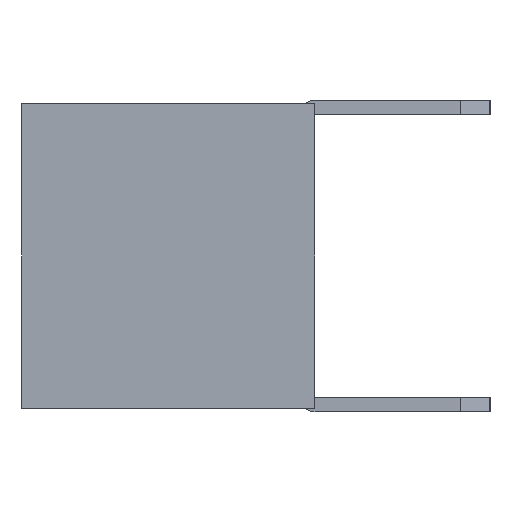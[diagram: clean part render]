
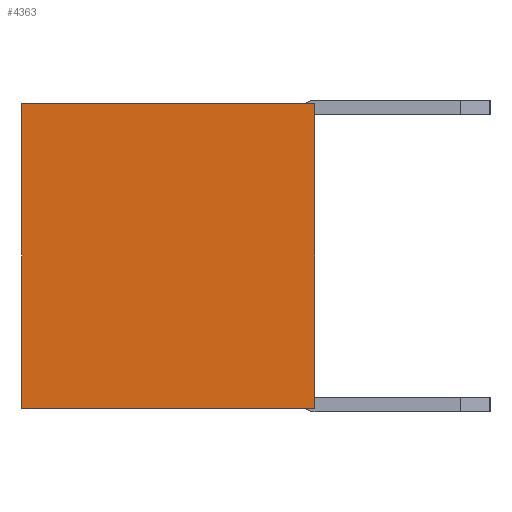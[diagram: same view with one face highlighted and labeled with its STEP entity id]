
A CAD part, left-side view. The second image highlights one B-rep face of the part: STEP entity #4363.
In plain terms, the highlighted planar face has unit normal (-1, 0, 0).
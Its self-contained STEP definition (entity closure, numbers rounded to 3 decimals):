
#3833=CARTESIAN_POINT('',(27.94,6.4,-5.4));
#3834=VERTEX_POINT('',#3833);
#3844=CARTESIAN_POINT('',(27.94,6.4,-0.2));
#3845=VERTEX_POINT('',#3844);
#3846=CARTESIAN_POINT('',(27.94,6.4,-0.2));
#3847=CARTESIAN_POINT('',(27.94,6.4,-1.24));
#3848=CARTESIAN_POINT('',(27.94,6.4,-2.28));
#3849=CARTESIAN_POINT('',(27.94,6.4,-3.32));
#3850=CARTESIAN_POINT('',(27.94,6.4,-4.36));
#3851=CARTESIAN_POINT('',(27.94,6.4,-5.4));
#3852=B_SPLINE_CURVE_WITH_KNOTS('',5,(#3846,#3847,#3848,#3849,#3850,#3851),.UNSPECIFIED.,.F.,.U.,(6,6),(0.,5.2),.UNSPECIFIED.);
#3853=EDGE_CURVE('',#3845,#3834,#3852,.T.);
#4311=CARTESIAN_POINT('',(27.94,3.9,-2.8));
#4312=DIRECTION('',(0.,0.,1.));
#4313=DIRECTION('',(-1.,0.,0.));
#4314=AXIS2_PLACEMENT_3D('',#4311,#4313,#4312);
#4315=PLANE('',#4314);
#4316=CARTESIAN_POINT('',(27.94,1.8,-0.2));
#4317=VERTEX_POINT('',#4316);
#4318=CARTESIAN_POINT('',(27.94,6.4,-0.2));
#4319=CARTESIAN_POINT('',(27.94,5.48,-0.2));
#4320=CARTESIAN_POINT('',(27.94,4.56,-0.2));
#4321=CARTESIAN_POINT('',(27.94,3.64,-0.2));
#4322=CARTESIAN_POINT('',(27.94,2.72,-0.2));
#4323=CARTESIAN_POINT('',(27.94,1.8,-0.2));
#4324=B_SPLINE_CURVE_WITH_KNOTS('',5,(#4318,#4319,#4320,#4321,#4322,#4323),.UNSPECIFIED.,.F.,.U.,(6,6),(0.,4.6),.UNSPECIFIED.);
#4325=EDGE_CURVE('',#3845,#4317,#4324,.T.);
#4326=ORIENTED_EDGE('',*,*,#4325,.F.);
#4327=ORIENTED_EDGE('',*,*,#3853,.T.);
#4328=CARTESIAN_POINT('',(27.94,1.8,-5.4));
#4329=VERTEX_POINT('',#4328);
#4330=CARTESIAN_POINT('',(27.94,6.4,-5.4));
#4331=CARTESIAN_POINT('',(27.94,5.48,-5.4));
#4332=CARTESIAN_POINT('',(27.94,4.56,-5.4));
#4333=CARTESIAN_POINT('',(27.94,3.64,-5.4));
#4334=CARTESIAN_POINT('',(27.94,2.72,-5.4));
#4335=CARTESIAN_POINT('',(27.94,1.8,-5.4));
#4336=B_SPLINE_CURVE_WITH_KNOTS('',5,(#4330,#4331,#4332,#4333,#4334,#4335),.UNSPECIFIED.,.F.,.U.,(6,6),(0.,4.6),.UNSPECIFIED.);
#4337=EDGE_CURVE('',#3834,#4329,#4336,.T.);
#4338=ORIENTED_EDGE('',*,*,#4337,.T.);
#4339=CARTESIAN_POINT('',(27.94,1.4,-5.4));
#4340=VERTEX_POINT('',#4339);
#4341=CARTESIAN_POINT('',(27.94,1.4,-5.4));
#4342=DIRECTION('',(0.,1.,0.));
#4343=VECTOR('',#4342,0.4);
#4344=LINE('',#4341,#4343);
#4345=EDGE_CURVE('',#4340,#4329,#4344,.T.);
#4346=ORIENTED_EDGE('',*,*,#4345,.F.);
#4347=CARTESIAN_POINT('',(27.94,1.4,-0.2));
#4348=VERTEX_POINT('',#4347);
#4349=CARTESIAN_POINT('',(27.94,1.4,-0.2));
#4350=DIRECTION('',(0.,0.,-1.));
#4351=VECTOR('',#4350,5.2);
#4352=LINE('',#4349,#4351);
#4353=EDGE_CURVE('',#4348,#4340,#4352,.T.);
#4354=ORIENTED_EDGE('',*,*,#4353,.F.);
#4355=CARTESIAN_POINT('',(27.94,1.4,-0.2));
#4356=DIRECTION('',(0.,1.,0.));
#4357=VECTOR('',#4356,0.4);
#4358=LINE('',#4355,#4357);
#4359=EDGE_CURVE('',#4348,#4317,#4358,.T.);
#4360=ORIENTED_EDGE('',*,*,#4359,.T.);
#4361=EDGE_LOOP('',(#4326,#4327,#4338,#4346,#4354,#4360));
#4362=FACE_OUTER_BOUND('',#4361,.T.);
#4363=ADVANCED_FACE('',(#4362),#4315,.T.);
